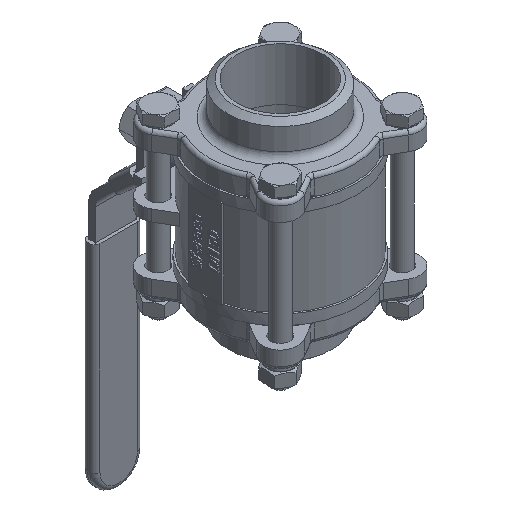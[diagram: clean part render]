
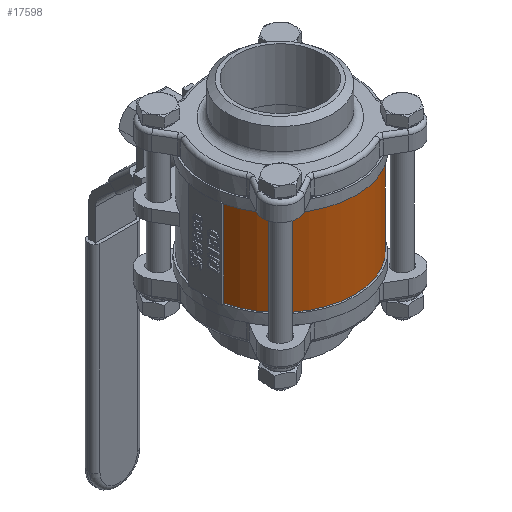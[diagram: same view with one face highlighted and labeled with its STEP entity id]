
A CAD part, isometric view. The second image highlights one B-rep face of the part: STEP entity #17598.
In plain terms, the highlighted cylindrical face has radius 43.5 mm (diameter 87 mm), a partial arc.
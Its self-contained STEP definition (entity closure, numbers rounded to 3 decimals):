
#2103=FACE_OUTER_BOUND('',#3109,.T.);
#3109=EDGE_LOOP('',(#13327,#13328,#13329,#13330));
#4402=LINE('',#28822,#5753);
#4406=LINE('',#28830,#5757);
#5753=VECTOR('',#20514,10.);
#5757=VECTOR('',#20520,10.);
#6469=CIRCLE('',#18443,43.5);
#6472=CIRCLE('',#18449,43.5);
#7658=VERTEX_POINT('',#28819);
#7659=VERTEX_POINT('',#28821);
#7661=VERTEX_POINT('',#28827);
#7662=VERTEX_POINT('',#28829);
#9672=EDGE_CURVE('',#7659,#7658,#4402,.T.);
#9676=EDGE_CURVE('',#7662,#7661,#4406,.T.);
#9692=EDGE_CURVE('',#7661,#7659,#6469,.T.);
#9695=EDGE_CURVE('',#7658,#7662,#6472,.T.);
#13327=ORIENTED_EDGE('',*,*,#9676,.T.);
#13328=ORIENTED_EDGE('',*,*,#9692,.T.);
#13329=ORIENTED_EDGE('',*,*,#9672,.T.);
#13330=ORIENTED_EDGE('',*,*,#9695,.T.);
#16074=CYLINDRICAL_SURFACE('',#18448,43.5);
#17598=ADVANCED_FACE('',(#2103),#16074,.T.);
#18443=AXIS2_PLACEMENT_3D('',#28860,#20559,#20560);
#18448=AXIS2_PLACEMENT_3D('',#28865,#20569,#20570);
#18449=AXIS2_PLACEMENT_3D('',#28866,#20571,#20572);
#20514=DIRECTION('',(0.,0.,1.));
#20520=DIRECTION('',(0.,0.,-1.));
#20559=DIRECTION('center_axis',(0.,0.,1.));
#20560=DIRECTION('ref_axis',(1.,0.,0.));
#20569=DIRECTION('center_axis',(0.,0.,1.));
#20570=DIRECTION('ref_axis',(1.,0.,0.));
#20571=DIRECTION('center_axis',(0.,0.,-1.));
#20572=DIRECTION('ref_axis',(1.,0.,0.));
#28819=CARTESIAN_POINT('',(42.45,-9.5,25.5));
#28821=CARTESIAN_POINT('',(42.45,-9.5,-25.5));
#28822=CARTESIAN_POINT('',(42.45,-9.5,0.));
#28827=CARTESIAN_POINT('',(-42.45,-9.5,-25.5));
#28829=CARTESIAN_POINT('',(-42.45,-9.5,25.5));
#28830=CARTESIAN_POINT('',(-42.45,-9.5,0.));
#28860=CARTESIAN_POINT('Origin',(0.,0.,-25.5));
#28865=CARTESIAN_POINT('Origin',(0.,0.,0.));
#28866=CARTESIAN_POINT('Origin',(0.,0.,25.5));
